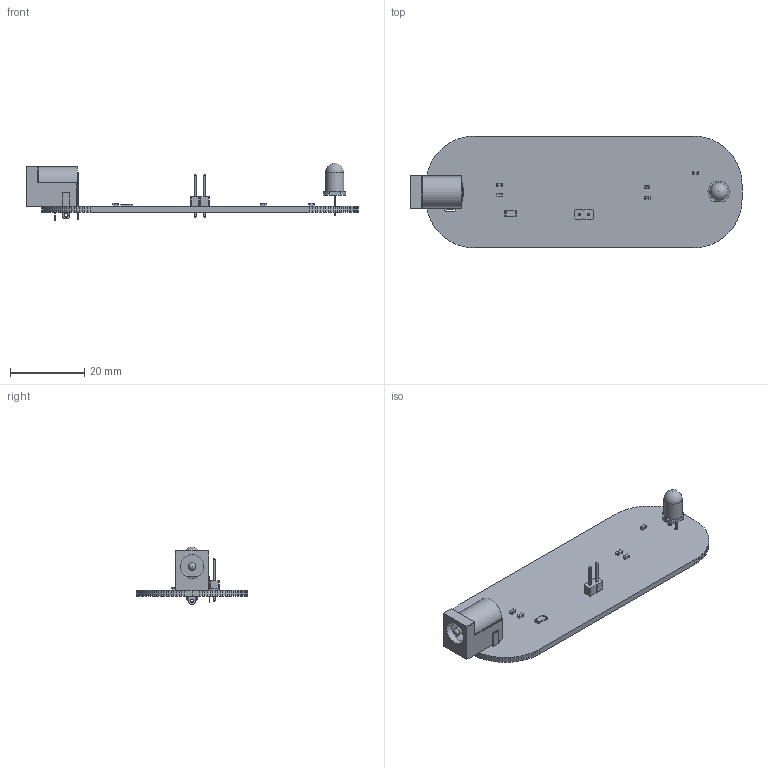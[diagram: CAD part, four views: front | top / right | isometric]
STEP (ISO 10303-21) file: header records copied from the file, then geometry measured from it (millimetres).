
FILE_DESCRIPTION(('KiCad electronic assembly'),'2;1');
FILE_NAME('charging-base rev1.step','2024-11-23T21:23:19',('Pcbnew'),( 'Kicad'),'Open CASCADE STEP processor 7.7','KiCad to STEP converter' ,'Unknown');
FILE_SCHEMA(('AUTOMOTIVE_DESIGN { 1 0 10303 214 1 1 1 1 }'));
Length unit declared in the file: millimetre
Products named in the file (12): charging-base rev1 1; R_1206_3216Metric; C_0603_1608Metric; PinHeader_1x02_P2.54mm_Vertical; PinHeader_1x02_P254mm_Vertical; BarrelJack_Horizontal; LED_D5.0mm; charging-base rev1 PCB
Assembly tree (15 placements, depth 3):
  charging-base rev1 1
    R_1206_3216Metric
      R_1206_3216Metric
    C_0603_1608Metric  x5
      C_0603_1608Metric
    PinHeader_1x02_P2.54mm_Vertical
      PinHeader_1x02_P254mm_Vertical
    BarrelJack_Horizontal
      BarrelJack_Horizontal
    LED_D5.0mm
      LED_D5.0mm
    charging-base rev1 PCB
Bounding box: 89.3 x 30.01 x 15.5 mm (x, y, z)
Volume: 4735.4 mm3; surface area: 6991.9 mm2
Topology: 14 solids, 14 shells, 505 faces, 1335 edges, 872 vertices
Faces by surface type: plane 399, cylinder 98, sphere 6, extrusion 2
Full cylindrical faces by diameter (mm): 0.9 x2, 1 x4, 1.5 x2, 2 x2, 4.9 x1, 6.3 x1
Entity records: 27653 total; most frequent: CARTESIAN_POINT 5149, DIRECTION 3821, VECTOR 2768, LINE 2766, ORIENTED_EDGE 2082, PCURVE 2082, DEFINITIONAL_REPRESENTATION 2082, EDGE_CURVE 1041
